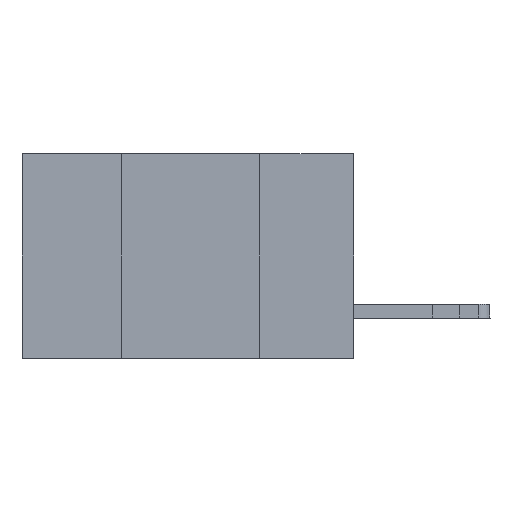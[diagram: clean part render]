
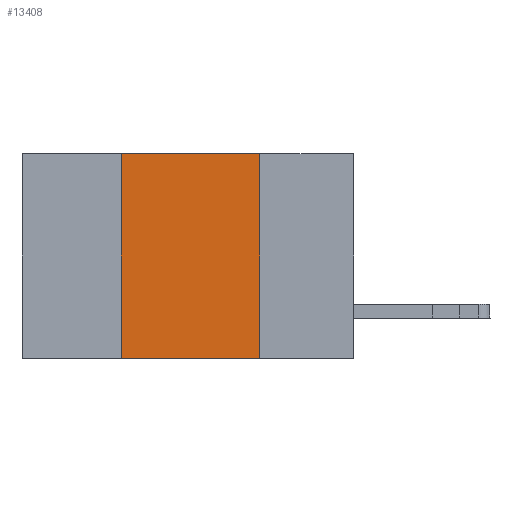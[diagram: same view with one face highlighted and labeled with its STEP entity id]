
A CAD part, left-side view. The second image highlights one B-rep face of the part: STEP entity #13408.
In plain terms, the highlighted planar face has unit normal (-1, 0, 0).
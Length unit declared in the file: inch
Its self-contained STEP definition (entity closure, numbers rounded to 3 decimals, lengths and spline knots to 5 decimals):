
#213 = VECTOR ( 'NONE', #5942, 39.37008 ) ;
#2250 = EDGE_CURVE ( 'NONE', #24638, #9081, #7746, .T. ) ;
#2483 = VERTEX_POINT ( 'NONE', #29177 ) ;
#2518 = CARTESIAN_POINT ( 'NONE',  ( 0., 0.42, 0. ) ) ;
#2673 = DIRECTION ( 'NONE',  ( 0., 0., 1. ) ) ;
#3810 = VECTOR ( 'NONE', #13490, 39.37008 ) ;
#4113 = PLANE ( 'NONE',  #29039 ) ;
#4203 = ORIENTED_EDGE ( 'NONE', *, *, #14427, .F. ) ;
#4259 = CARTESIAN_POINT ( 'NONE',  ( 0., 0.6, 0. ) ) ;
#5582 = CARTESIAN_POINT ( 'NONE',  ( 0., 0.42, -0.37 ) ) ;
#5942 = DIRECTION ( 'NONE',  ( 0., -1., 0. ) ) ;
#7746 = LINE ( 'NONE', #21701, #213 ) ;
#8277 = EDGE_LOOP ( 'NONE', ( #4203, #22030, #24807, #16726 ) ) ;
#9081 = VERTEX_POINT ( 'NONE', #11428 ) ;
#9126 = LINE ( 'NONE', #2518, #24973 ) ;
#11081 = LINE ( 'NONE', #20234, #3810 ) ;
#11428 = CARTESIAN_POINT ( 'NONE',  ( 0., 0.17, -0.37 ) ) ;
#13408 = ADVANCED_FACE ( 'NONE', ( #17627 ), #4113, .F. ) ;
#13427 = DIRECTION ( 'NONE',  ( 1., 0., 0. ) ) ;
#13457 = CARTESIAN_POINT ( 'NONE',  ( 0., 0.42, 0. ) ) ;
#13490 = DIRECTION ( 'NONE',  ( 0., -1., 0. ) ) ;
#14207 = CARTESIAN_POINT ( 'NONE',  ( 0., 0.17, 0. ) ) ;
#14427 = EDGE_CURVE ( 'NONE', #2483, #9081, #16160, .T. ) ;
#16160 = LINE ( 'NONE', #14207, #24297 ) ;
#16726 = ORIENTED_EDGE ( 'NONE', *, *, #2250, .T. ) ;
#17627 = FACE_OUTER_BOUND ( 'NONE', #8277, .T. ) ;
#18071 = DIRECTION ( 'NONE',  ( 0., 0., -1. ) ) ;
#18804 = EDGE_CURVE ( 'NONE', #20463, #2483, #11081, .T. ) ;
#18850 = DIRECTION ( 'NONE',  ( 0., 0., -1. ) ) ;
#20218 = EDGE_CURVE ( 'NONE', #24638, #20463, #9126, .T. ) ;
#20234 = CARTESIAN_POINT ( 'NONE',  ( 0., 0.6, 0. ) ) ;
#20463 = VERTEX_POINT ( 'NONE', #13457 ) ;
#21701 = CARTESIAN_POINT ( 'NONE',  ( 0., 0.6, -0.37 ) ) ;
#22030 = ORIENTED_EDGE ( 'NONE', *, *, #18804, .F. ) ;
#24297 = VECTOR ( 'NONE', #18850, 39.37008 ) ;
#24638 = VERTEX_POINT ( 'NONE', #5582 ) ;
#24807 = ORIENTED_EDGE ( 'NONE', *, *, #20218, .F. ) ;
#24973 = VECTOR ( 'NONE', #2673, 39.37008 ) ;
#29039 = AXIS2_PLACEMENT_3D ( 'NONE', #4259, #13427, #18071 ) ;
#29177 = CARTESIAN_POINT ( 'NONE',  ( 0., 0.17, 0. ) ) ;
